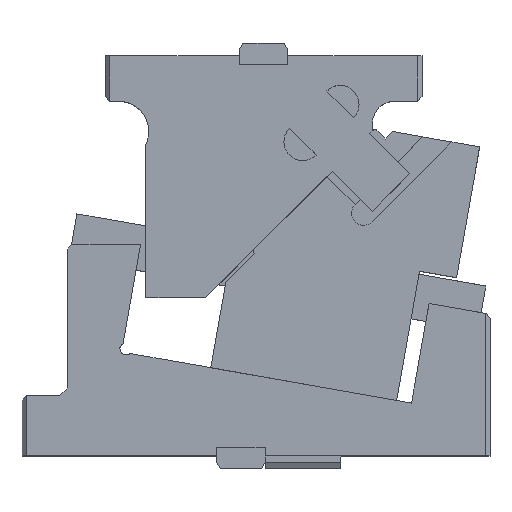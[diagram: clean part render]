
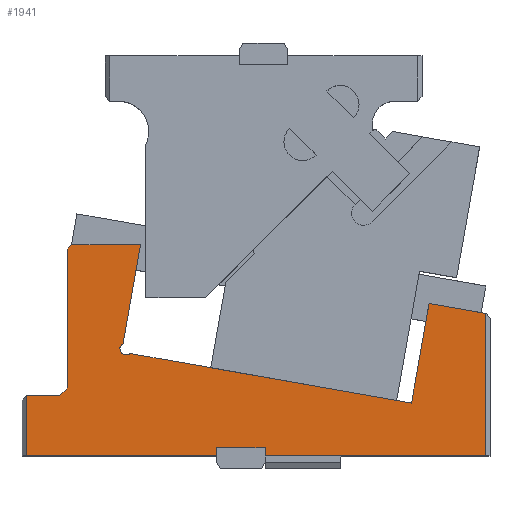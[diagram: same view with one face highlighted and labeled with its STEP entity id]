
A CAD part, top view. The second image highlights one B-rep face of the part: STEP entity #1941.
In plain terms, the highlighted planar face has unit normal (0, 0, 1).
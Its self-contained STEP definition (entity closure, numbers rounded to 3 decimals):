
#61=CARTESIAN_POINT('Vertex',(269.643,100.982,40.)) ;
#105=CARTESIAN_POINT('Vertex',(258.009,35.,40.)) ;
#108=CARTESIAN_POINT('Line Origine',(263.826,67.991,40.)) ;
#140=CARTESIAN_POINT('Vertex',(71.508,67.885,40.)) ;
#143=CARTESIAN_POINT('Line Origine',(164.758,51.443,40.)) ;
#164=CARTESIAN_POINT('Vertex',(64.867,70.889,40.)) ;
#169=CARTESIAN_POINT('Axis2P3D Location',(68.867,70.889,40.)) ;
#191=CARTESIAN_POINT('Axis2P3D Location',(68.867,70.889,40.)) ;
#195=CARTESIAN_POINT('Vertex',(66.947,74.398,40.)) ;
#235=CARTESIAN_POINT('Vertex',(78.515,140.,40.)) ;
#238=CARTESIAN_POINT('Line Origine',(72.731,107.199,40.)) ;
#348=CARTESIAN_POINT('Vertex',(30.,137.,40.)) ;
#351=CARTESIAN_POINT('Line Origine',(31.5,138.5,40.)) ;
#355=CARTESIAN_POINT('Vertex',(33.,140.,40.)) ;
#390=CARTESIAN_POINT('Vertex',(30.,45.,40.)) ;
#393=CARTESIAN_POINT('Line Origine',(30.,91.,40.)) ;
#435=CARTESIAN_POINT('Vertex',(25.,40.,40.)) ;
#438=CARTESIAN_POINT('Line Origine',(27.5,42.5,40.)) ;
#487=CARTESIAN_POINT('Vertex',(3.,40.,40.)) ;
#490=CARTESIAN_POINT('Line Origine',(14.,40.,40.)) ;
#701=CARTESIAN_POINT('Line Origine',(288.322,97.689,40.)) ;
#705=CARTESIAN_POINT('Vertex',(307.,94.395,40.)) ;
#950=CARTESIAN_POINT('Line Origine',(55.757,140.,40.)) ;
#1084=CARTESIAN_POINT('Vertex',(3.,0.,40.)) ;
#1087=CARTESIAN_POINT('Line Origine',(3.,20.,40.)) ;
#1112=CARTESIAN_POINT('Vertex',(129.,5.5,40.)) ;
#1115=CARTESIAN_POINT('Line Origine',(129.,2.75,40.)) ;
#1119=CARTESIAN_POINT('Vertex',(129.,0.,40.)) ;
#1346=CARTESIAN_POINT('Vertex',(161.,5.5,40.)) ;
#1349=CARTESIAN_POINT('Line Origine',(145.,5.5,40.)) ;
#1892=CARTESIAN_POINT('Axis2P3D Location',(68.867,70.889,40.)) ;
#1897=CARTESIAN_POINT('Line Origine',(234.,0.,40.)) ;
#1901=CARTESIAN_POINT('Vertex',(161.,0.,40.)) ;
#1903=CARTESIAN_POINT('Vertex',(307.,0.,40.)) ;
#1906=CARTESIAN_POINT('Line Origine',(307.,47.198,40.)) ;
#1911=CARTESIAN_POINT('Line Origine',(66.,0.,40.)) ;
#1916=CARTESIAN_POINT('Line Origine',(161.,2.75,40.)) ;
#109=DIRECTION('Vector Direction',(-0.174,-0.985,0.)) ;
#144=DIRECTION('Vector Direction',(0.985,-0.174,0.)) ;
#170=DIRECTION('Axis2P3D Direction',(-0.,0.,-1.)) ;
#192=DIRECTION('Axis2P3D Direction',(0.,0.,-1.)) ;
#239=DIRECTION('Vector Direction',(-0.174,-0.985,0.)) ;
#352=DIRECTION('Vector Direction',(0.707,0.707,0.)) ;
#394=DIRECTION('Vector Direction',(0.,1.,0.)) ;
#439=DIRECTION('Vector Direction',(-0.707,-0.707,0.)) ;
#491=DIRECTION('Vector Direction',(1.,0.,0.)) ;
#702=DIRECTION('Vector Direction',(0.985,-0.174,0.)) ;
#951=DIRECTION('Vector Direction',(1.,0.,0.)) ;
#1088=DIRECTION('Vector Direction',(0.,-1.,0.)) ;
#1116=DIRECTION('Vector Direction',(0.,1.,0.)) ;
#1350=DIRECTION('Vector Direction',(1.,0.,0.)) ;
#1893=DIRECTION('Axis2P3D Direction',(0.,0.,1.)) ;
#1894=DIRECTION('Axis2P3D XDirection',(1.,0.,-0.)) ;
#1898=DIRECTION('Vector Direction',(1.,0.,0.)) ;
#1907=DIRECTION('Vector Direction',(0.,1.,0.)) ;
#1912=DIRECTION('Vector Direction',(1.,0.,0.)) ;
#1917=DIRECTION('Vector Direction',(0.,-1.,0.)) ;
#171=AXIS2_PLACEMENT_3D('Circle Axis2P3D',#169,#170,$) ;
#193=AXIS2_PLACEMENT_3D('Circle Axis2P3D',#191,#192,$) ;
#1895=AXIS2_PLACEMENT_3D('Plane Axis2P3D',#1892,#1893,#1894) ;
#1922=ORIENTED_EDGE('',*,*,#1905,.T.) ;
#1923=ORIENTED_EDGE('',*,*,#1910,.T.) ;
#1924=ORIENTED_EDGE('',*,*,#707,.F.) ;
#1925=ORIENTED_EDGE('',*,*,#112,.T.) ;
#1926=ORIENTED_EDGE('',*,*,#147,.F.) ;
#1927=ORIENTED_EDGE('',*,*,#173,.F.) ;
#1928=ORIENTED_EDGE('',*,*,#197,.F.) ;
#1929=ORIENTED_EDGE('',*,*,#242,.F.) ;
#1930=ORIENTED_EDGE('',*,*,#954,.F.) ;
#1931=ORIENTED_EDGE('',*,*,#357,.F.) ;
#1932=ORIENTED_EDGE('',*,*,#397,.F.) ;
#1933=ORIENTED_EDGE('',*,*,#442,.T.) ;
#1934=ORIENTED_EDGE('',*,*,#494,.F.) ;
#1935=ORIENTED_EDGE('',*,*,#1091,.T.) ;
#1936=ORIENTED_EDGE('',*,*,#1915,.T.) ;
#1937=ORIENTED_EDGE('',*,*,#1121,.T.) ;
#1938=ORIENTED_EDGE('',*,*,#1353,.T.) ;
#1939=ORIENTED_EDGE('',*,*,#1920,.T.) ;
#110=VECTOR('Line Direction',#109,1.) ;
#145=VECTOR('Line Direction',#144,1.) ;
#240=VECTOR('Line Direction',#239,1.) ;
#353=VECTOR('Line Direction',#352,1.) ;
#395=VECTOR('Line Direction',#394,1.) ;
#440=VECTOR('Line Direction',#439,1.) ;
#492=VECTOR('Line Direction',#491,1.) ;
#703=VECTOR('Line Direction',#702,1.) ;
#952=VECTOR('Line Direction',#951,1.) ;
#1089=VECTOR('Line Direction',#1088,1.) ;
#1117=VECTOR('Line Direction',#1116,1.) ;
#1351=VECTOR('Line Direction',#1350,1.) ;
#1899=VECTOR('Line Direction',#1898,1.) ;
#1908=VECTOR('Line Direction',#1907,1.) ;
#1913=VECTOR('Line Direction',#1912,1.) ;
#1918=VECTOR('Line Direction',#1917,1.) ;
#1941=ADVANCED_FACE('CAM HOLDER',(#1940),#1896,.T.) ;
#172=CIRCLE('generated circle',#171,4.) ;
#194=CIRCLE('generated circle',#193,4.) ;
#112=EDGE_CURVE('',#62,#106,#111,.T.) ;
#147=EDGE_CURVE('',#141,#106,#146,.T.) ;
#173=EDGE_CURVE('',#165,#141,#172,.F.) ;
#197=EDGE_CURVE('',#196,#165,#194,.F.) ;
#242=EDGE_CURVE('',#236,#196,#241,.T.) ;
#357=EDGE_CURVE('',#349,#356,#354,.T.) ;
#397=EDGE_CURVE('',#391,#349,#396,.T.) ;
#442=EDGE_CURVE('',#391,#436,#441,.T.) ;
#494=EDGE_CURVE('',#488,#436,#493,.T.) ;
#707=EDGE_CURVE('',#62,#706,#704,.T.) ;
#954=EDGE_CURVE('',#356,#236,#953,.T.) ;
#1091=EDGE_CURVE('',#488,#1085,#1090,.T.) ;
#1121=EDGE_CURVE('',#1120,#1113,#1118,.T.) ;
#1353=EDGE_CURVE('',#1113,#1347,#1352,.T.) ;
#1905=EDGE_CURVE('',#1902,#1904,#1900,.T.) ;
#1910=EDGE_CURVE('',#1904,#706,#1909,.T.) ;
#1915=EDGE_CURVE('',#1085,#1120,#1914,.T.) ;
#1920=EDGE_CURVE('',#1347,#1902,#1919,.T.) ;
#1921=EDGE_LOOP('',(#1922,#1923,#1924,#1925,#1926,#1927,#1928,#1929,#1930,#1931,#1932,#1933,#1934,#1935,#1936,#1937,#1938,#1939)) ;
#1940=FACE_OUTER_BOUND('',#1921,.T.) ;
#111=LINE('Line',#108,#110) ;
#146=LINE('Line',#143,#145) ;
#241=LINE('Line',#238,#240) ;
#354=LINE('Line',#351,#353) ;
#396=LINE('Line',#393,#395) ;
#441=LINE('Line',#438,#440) ;
#493=LINE('Line',#490,#492) ;
#704=LINE('Line',#701,#703) ;
#953=LINE('Line',#950,#952) ;
#1090=LINE('Line',#1087,#1089) ;
#1118=LINE('Line',#1115,#1117) ;
#1352=LINE('Line',#1349,#1351) ;
#1900=LINE('Line',#1897,#1899) ;
#1909=LINE('Line',#1906,#1908) ;
#1914=LINE('Line',#1911,#1913) ;
#1919=LINE('Line',#1916,#1918) ;
#1896=PLANE('Plane',#1895) ;
#62=VERTEX_POINT('',#61) ;
#106=VERTEX_POINT('',#105) ;
#141=VERTEX_POINT('',#140) ;
#165=VERTEX_POINT('',#164) ;
#196=VERTEX_POINT('',#195) ;
#236=VERTEX_POINT('',#235) ;
#349=VERTEX_POINT('',#348) ;
#356=VERTEX_POINT('',#355) ;
#391=VERTEX_POINT('',#390) ;
#436=VERTEX_POINT('',#435) ;
#488=VERTEX_POINT('',#487) ;
#706=VERTEX_POINT('',#705) ;
#1085=VERTEX_POINT('',#1084) ;
#1113=VERTEX_POINT('',#1112) ;
#1120=VERTEX_POINT('',#1119) ;
#1347=VERTEX_POINT('',#1346) ;
#1902=VERTEX_POINT('',#1901) ;
#1904=VERTEX_POINT('',#1903) ;
